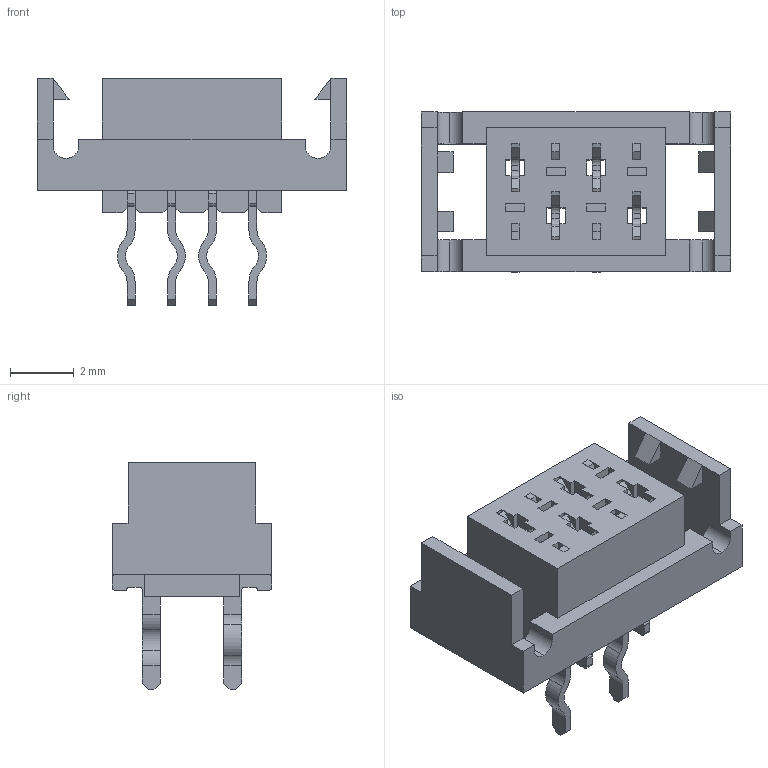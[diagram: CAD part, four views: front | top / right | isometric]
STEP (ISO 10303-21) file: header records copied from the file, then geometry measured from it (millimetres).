
FILE_DESCRIPTION(('STEP AP242'),'1');
FILE_NAME('690367190472.stp','2023-05-18T11:33:03',('TraceParts'),('TraceParts S.A.'),'Spatial InterOp 3D',' ',' ');
FILE_SCHEMA(('AP242_MANAGED_MODEL_BASED_3D_ENGINEERING_MIM_LF {1 0 10303 442 1 1 4}'));
Length unit declared in the file: millimetre
Products named in the file (1): 690367190472_1
Bounding box: 9.68 x 5 x 7.1 mm (x, y, z)
Volume: 120.1 mm3; surface area: 437.3 mm2
Topology: 5 solids, 5 shells, 375 faces, 1088 edges, 716 vertices
Faces by surface type: plane 279, cylinder 96
Entity records: 15322 total; most frequent: CARTESIAN_POINT 2184, ORIENTED_EDGE 2176, DIRECTION 2040, EDGE_CURVE 1088, LINE 896, VECTOR 896, VERTEX_POINT 716, AXIS2_PLACEMENT_3D 572
